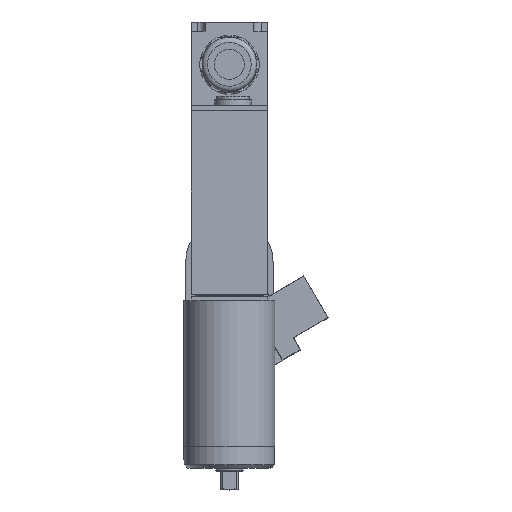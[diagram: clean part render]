
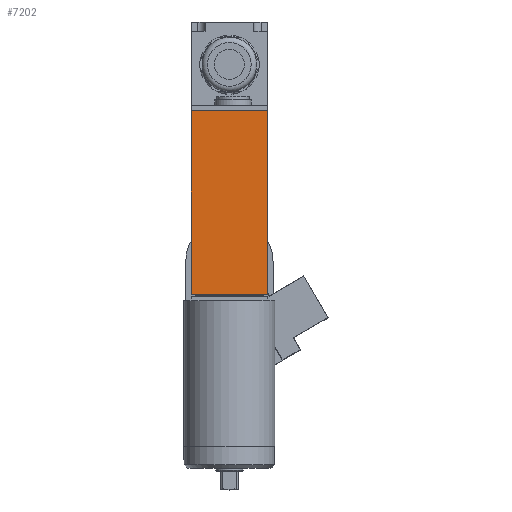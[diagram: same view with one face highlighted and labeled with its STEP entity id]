
A CAD part, top view. The second image highlights one B-rep face of the part: STEP entity #7202.
In plain terms, the highlighted planar face has unit normal (0, 0, 1).
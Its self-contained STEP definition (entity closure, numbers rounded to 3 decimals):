
#6751=CARTESIAN_POINT('',(-20.85,-70.6,364.5));
#6752=VERTEX_POINT('',#6751);
#6753=CARTESIAN_POINT('',(-20.85,30.4,364.5));
#6754=VERTEX_POINT('',#6753);
#6755=CARTESIAN_POINT('',(-20.85,-70.6,364.5));
#6756=DIRECTION('',(0.0,1.0,0.0));
#6757=VECTOR('',#6756,101.);
#6758=LINE('',#6755,#6757);
#6759=EDGE_CURVE('',#6752,#6754,#6758,.T.);
#6952=CARTESIAN_POINT('',(20.85,30.4,364.5));
#6953=VERTEX_POINT('',#6952);
#6954=CARTESIAN_POINT('',(-20.85,30.4,364.5));
#6955=DIRECTION('',(1.0,0.0,0.0));
#6956=VECTOR('',#6955,41.7);
#6957=LINE('',#6954,#6956);
#6958=EDGE_CURVE('',#6754,#6953,#6957,.T.);
#6983=CARTESIAN_POINT('',(20.85,-70.6,364.5));
#6984=VERTEX_POINT('',#6983);
#6985=CARTESIAN_POINT('',(20.85,30.4,364.5));
#6986=DIRECTION('',(0.0,-1.0,0.0));
#6987=VECTOR('',#6986,101.);
#6988=LINE('',#6985,#6987);
#6989=EDGE_CURVE('',#6953,#6984,#6988,.T.);
#7177=CARTESIAN_POINT('',(20.85,-70.6,364.5));
#7178=DIRECTION('',(-1.0,0.0,0.0));
#7179=VECTOR('',#7178,41.7);
#7180=LINE('',#7177,#7179);
#7181=EDGE_CURVE('',#6984,#6752,#7180,.T.);
#7191=CARTESIAN_POINT('',(0.0,-20.1,364.5));
#7192=DIRECTION('',(0.0,0.0,1.0));
#7193=DIRECTION('',(1.0,0.0,0.0));
#7194=AXIS2_PLACEMENT_3D('',#7191,#7192,#7193);
#7195=PLANE('',#7194);
#7196=ORIENTED_EDGE('',*,*,#6759,.F.);
#7197=ORIENTED_EDGE('',*,*,#7181,.F.);
#7198=ORIENTED_EDGE('',*,*,#6989,.F.);
#7199=ORIENTED_EDGE('',*,*,#6958,.F.);
#7200=EDGE_LOOP('',(#7196,#7197,#7198,#7199));
#7201=FACE_OUTER_BOUND('',#7200,.T.);
#7202=ADVANCED_FACE('',(#7201),#7195,.T.);
